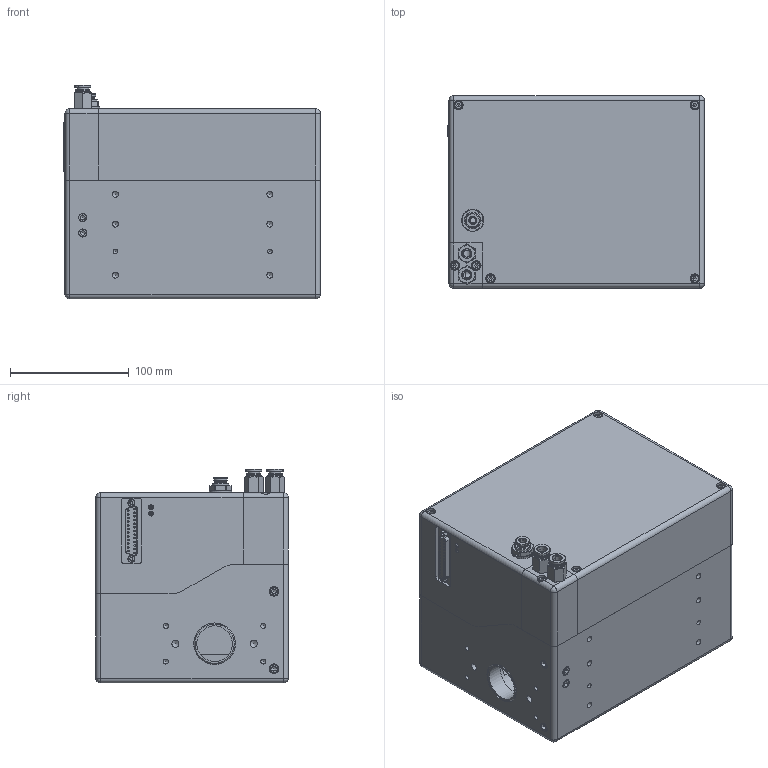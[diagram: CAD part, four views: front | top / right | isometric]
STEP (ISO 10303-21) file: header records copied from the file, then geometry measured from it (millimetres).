
FILE_DESCRIPTION (( 'STEP AP203' ), '1' );
FILE_NAME ('TopScan（1064）30ED01201A.STEP', '2022-09-15T08:53:53', ( 'Windows 用户' ), ( '' ), 'SwSTEP 2.0', 'SolidWorks 2017', '' );
FILE_SCHEMA (( 'CONFIG_CONTROL_DESIGN' ));
Length unit declared in the file: millimetre
Products named in the file (1): TopScan（1064）30ED01201A
Bounding box: 216.1 x 162 x 180 mm (x, y, z)
Volume: 1546915.6 mm3; surface area: 429810.8 mm2
Topology: 29 solids, 29 shells, 1135 faces, 2768 edges, 1723 vertices
Faces by surface type: plane 515, cylinder 368, cone 180, torus 52, bspline 12, sphere 8
Full cylindrical faces by diameter (mm): 1.3 x25, 2.5 x4, 2.658 x2, 2.9 x2, 3.05 x2, 3.2 x2, 3.3 x12, 3.352 x2, 3.8 x2, 4 x18, 4.2 x4, 4.5 x10, 5 x6, 6 x16, 6.8 x7, 7 x11, 7.9 x1, 8 x16, 8.8 x2, 10 x1, 10.6 x1, 12.5 x1, 30 x1, 35 x2, 102 x1, 108 x1, 112 x1
Entity records: 32534 total; most frequent: CARTESIAN_POINT 6900, DIRECTION 5465, ORIENTED_EDGE 4858, EDGE_CURVE 2429, AXIS2_PLACEMENT_3D 2132, VERTEX_POINT 1641, EDGE_LOOP 1556, FACE_OUTER_BOUND 1300
